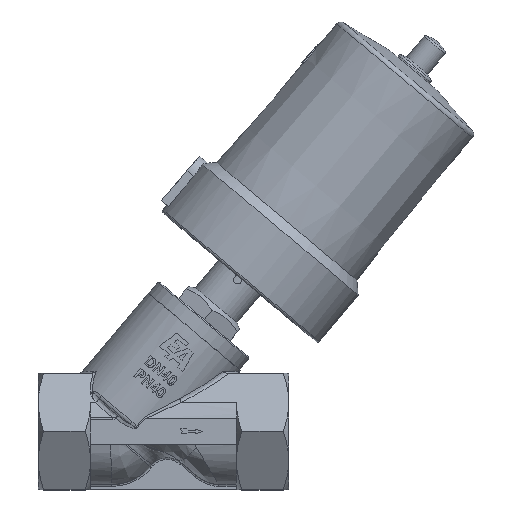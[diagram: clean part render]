
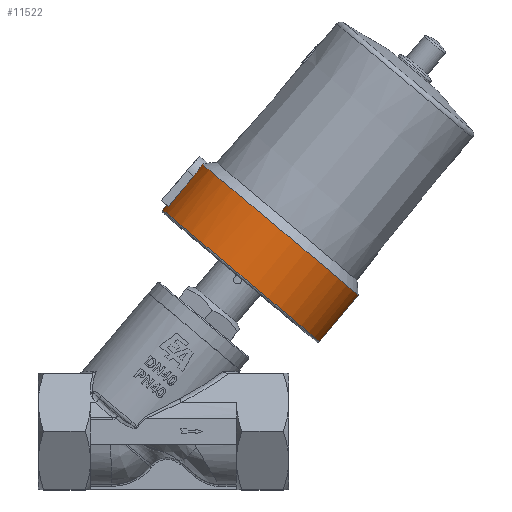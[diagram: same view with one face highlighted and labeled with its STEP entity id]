
A CAD part, top view. The second image highlights one B-rep face of the part: STEP entity #11522.
In plain terms, the highlighted cylindrical face has radius 49 mm (diameter 98 mm), a full revolution.
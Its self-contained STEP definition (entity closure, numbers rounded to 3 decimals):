
#266=ELLIPSE('',#12659,1404.032,49.);
#267=ELLIPSE('',#12668,1404.032,49.);
#630=B_SPLINE_CURVE_WITH_KNOTS('',3,(#25419,#25420,#25421,#25422,#25423,
#25424,#25425,#25426),.UNSPECIFIED.,.F.,.F.,(4,2,2,4),(4.97,
5.076,5.438,5.768),.UNSPECIFIED.);
#632=B_SPLINE_CURVE_WITH_KNOTS('',3,(#25442,#25443,#25444,#25445,#25446,
#25447,#25448,#25449),.UNSPECIFIED.,.F.,.F.,(4,2,2,4),(2.934,
3.263,3.626,3.731),.UNSPECIFIED.);
#908=CYLINDRICAL_SURFACE('',#12689,49.);
#1378=CIRCLE('',#12670,49.);
#1379=CIRCLE('',#12672,49.);
#1380=CIRCLE('',#12673,49.);
#1389=CIRCLE('',#12685,49.);
#1390=CIRCLE('',#12686,49.);
#1391=CIRCLE('',#12687,49.);
#2122=FACE_OUTER_BOUND('',#2835,.T.);
#2835=EDGE_LOOP('',(#10413,#10414,#10415,#10416,#10417,#10418,#10419,#10420,
#10421,#10422,#10423,#10424));
#3561=LINE('',#25536,#4259);
#4259=VECTOR('',#15410,49.);
#5346=VERTEX_POINT('',#25410);
#5347=VERTEX_POINT('',#25412);
#5348=VERTEX_POINT('',#25416);
#5349=VERTEX_POINT('',#25418);
#5350=VERTEX_POINT('',#25427);
#5355=VERTEX_POINT('',#25497);
#5356=VERTEX_POINT('',#25503);
#5365=VERTEX_POINT('',#25527);
#5366=VERTEX_POINT('',#25529);
#5367=VERTEX_POINT('',#25531);
#7040=EDGE_CURVE('',#5347,#5346,#266,.T.);
#7043=EDGE_CURVE('',#5349,#5348,#630,.T.);
#7045=EDGE_CURVE('',#5346,#5350,#632,.T.);
#7053=EDGE_CURVE('',#5348,#5355,#267,.T.);
#7054=EDGE_CURVE('',#5355,#5347,#1378,.T.);
#7055=EDGE_CURVE('',#5350,#5356,#1379,.T.);
#7056=EDGE_CURVE('',#5356,#5349,#1380,.T.);
#7068=EDGE_CURVE('',#5365,#5366,#1389,.T.);
#7069=EDGE_CURVE('',#5366,#5367,#1390,.T.);
#7070=EDGE_CURVE('',#5367,#5365,#1391,.T.);
#7072=EDGE_CURVE('',#5366,#5356,#3561,.T.);
#10413=ORIENTED_EDGE('',*,*,#7070,.F.);
#10414=ORIENTED_EDGE('',*,*,#7069,.F.);
#10415=ORIENTED_EDGE('',*,*,#7072,.T.);
#10416=ORIENTED_EDGE('',*,*,#7056,.T.);
#10417=ORIENTED_EDGE('',*,*,#7043,.T.);
#10418=ORIENTED_EDGE('',*,*,#7053,.T.);
#10419=ORIENTED_EDGE('',*,*,#7054,.T.);
#10420=ORIENTED_EDGE('',*,*,#7040,.T.);
#10421=ORIENTED_EDGE('',*,*,#7045,.T.);
#10422=ORIENTED_EDGE('',*,*,#7055,.T.);
#10423=ORIENTED_EDGE('',*,*,#7072,.F.);
#10424=ORIENTED_EDGE('',*,*,#7068,.F.);
#11522=ADVANCED_FACE('',(#2122),#908,.T.);
#12659=AXIS2_PLACEMENT_3D('',#25413,#15340,#15341);
#12668=AXIS2_PLACEMENT_3D('',#25499,#15363,#15364);
#12670=AXIS2_PLACEMENT_3D('',#25501,#15367,#15368);
#12672=AXIS2_PLACEMENT_3D('',#25504,#15371,#15372);
#12673=AXIS2_PLACEMENT_3D('',#25505,#15373,#15374);
#12685=AXIS2_PLACEMENT_3D('',#25530,#15400,#15401);
#12686=AXIS2_PLACEMENT_3D('',#25532,#15402,#15403);
#12687=AXIS2_PLACEMENT_3D('',#25533,#15404,#15405);
#12689=AXIS2_PLACEMENT_3D('',#25535,#15408,#15409);
#15340=DIRECTION('center_axis',(0.999,0.035,0.));
#15341=DIRECTION('ref_axis',(0.035,-0.999,0.));
#15363=DIRECTION('center_axis',(-0.999,0.035,0.));
#15364=DIRECTION('ref_axis',(0.035,0.999,0.));
#15367=DIRECTION('center_axis',(0.,-1.,0.));
#15368=DIRECTION('ref_axis',(1.,0.,0.));
#15371=DIRECTION('center_axis',(0.,-1.,0.));
#15372=DIRECTION('ref_axis',(1.,0.,0.));
#15373=DIRECTION('center_axis',(0.,-1.,0.));
#15374=DIRECTION('ref_axis',(1.,0.,0.));
#15400=DIRECTION('center_axis',(0.,-1.,0.));
#15401=DIRECTION('ref_axis',(-1.,0.,0.));
#15402=DIRECTION('center_axis',(0.,-1.,0.));
#15403=DIRECTION('ref_axis',(-1.,0.,0.));
#15404=DIRECTION('center_axis',(0.,-1.,0.));
#15405=DIRECTION('ref_axis',(-1.,0.,0.));
#15408=DIRECTION('center_axis',(0.,-1.,0.));
#15409=DIRECTION('ref_axis',(1.,0.,0.));
#15410=DIRECTION('',(0.,1.,0.));
#25410=CARTESIAN_POINT('',(9.592,31.738,-48.052));
#25412=CARTESIAN_POINT('',(10.25,12.903,-47.916));
#25413=CARTESIAN_POINT('Origin',(0.,306.425,
0.));
#25416=CARTESIAN_POINT('',(-9.592,31.738,-48.052));
#25418=CARTESIAN_POINT('',(-5.989,38.903,-48.633));
#25419=CARTESIAN_POINT('Ctrl Pts',(-5.989,38.903,-48.633));
#25420=CARTESIAN_POINT('Ctrl Pts',(-6.272,38.677,-48.598));
#25421=CARTESIAN_POINT('Ctrl Pts',(-6.539,38.438,-48.562));
#25422=CARTESIAN_POINT('Ctrl Pts',(-7.637,37.34,-48.409));
#25423=CARTESIAN_POINT('Ctrl Pts',(-8.375,36.263,-48.281));
#25424=CARTESIAN_POINT('Ctrl Pts',(-9.311,34.008,-48.109));
#25425=CARTESIAN_POINT('Ctrl Pts',(-9.554,32.848,-48.06));
#25426=CARTESIAN_POINT('Ctrl Pts',(-9.592,31.738,-48.052));
#25427=CARTESIAN_POINT('',(5.989,38.903,-48.633));
#25442=CARTESIAN_POINT('Ctrl Pts',(9.592,31.738,-48.052));
#25443=CARTESIAN_POINT('Ctrl Pts',(9.554,32.848,-48.06));
#25444=CARTESIAN_POINT('Ctrl Pts',(9.311,34.008,-48.109));
#25445=CARTESIAN_POINT('Ctrl Pts',(8.375,36.263,-48.281));
#25446=CARTESIAN_POINT('Ctrl Pts',(7.637,37.34,-48.409));
#25447=CARTESIAN_POINT('Ctrl Pts',(6.539,38.438,-48.562));
#25448=CARTESIAN_POINT('Ctrl Pts',(6.272,38.677,-48.598));
#25449=CARTESIAN_POINT('Ctrl Pts',(5.989,38.903,-48.633));
#25497=CARTESIAN_POINT('',(-10.25,12.903,-47.916));
#25499=CARTESIAN_POINT('Origin',(0.,306.425,
0.));
#25501=CARTESIAN_POINT('Origin',(0.,12.903,
0.));
#25503=CARTESIAN_POINT('',(-49.,38.903,0.));
#25504=CARTESIAN_POINT('Origin',(0.,38.903,
0.));
#25505=CARTESIAN_POINT('Origin',(0.,38.903,
0.));
#25527=CARTESIAN_POINT('',(0.,9.903,49.));
#25529=CARTESIAN_POINT('',(-49.,9.903,0.));
#25530=CARTESIAN_POINT('Origin',(0.,9.903,
0.));
#25531=CARTESIAN_POINT('',(49.,9.903,0.));
#25532=CARTESIAN_POINT('Origin',(0.,9.903,
0.));
#25533=CARTESIAN_POINT('Origin',(0.,9.903,
0.));
#25535=CARTESIAN_POINT('Origin',(0.,23.903,
0.));
#25536=CARTESIAN_POINT('',(-49.,23.903,0.));
